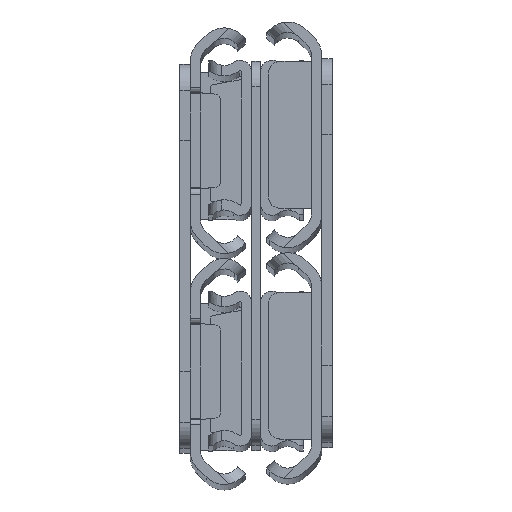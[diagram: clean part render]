
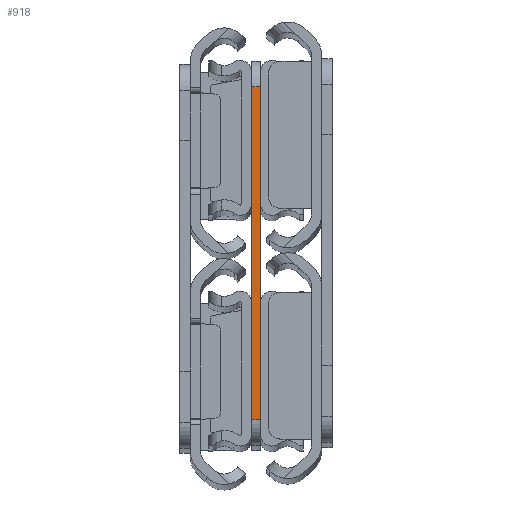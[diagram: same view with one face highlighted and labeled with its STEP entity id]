
A CAD part, top view. The second image highlights one B-rep face of the part: STEP entity #918.
In plain terms, the highlighted planar face has unit normal (0, 0, 1).
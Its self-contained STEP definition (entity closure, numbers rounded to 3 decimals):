
#837 = VERTEX_POINT ( 'NONE', #5364 ) ;
#918 = ADVANCED_FACE ( 'NONE', ( #4858 ), #4267, .T. ) ;
#1160 = VERTEX_POINT ( 'NONE', #3620 ) ;
#1681 = ORIENTED_EDGE ( 'NONE', *, *, #3002, .T. ) ;
#1778 = CARTESIAN_POINT ( 'NONE',  ( -1.4, -26., 0. ) ) ;
#1934 = EDGE_CURVE ( 'NONE', #5420, #837, #4406, .T. ) ;
#2157 = VECTOR ( 'NONE', #2485, 1000. ) ;
#2354 = EDGE_LOOP ( 'NONE', ( #1681, #3054, #7085, #7362 ) ) ;
#2485 = DIRECTION ( 'NONE',  ( 1., 0., 0. ) ) ;
#3002 = EDGE_CURVE ( 'NONE', #1160, #5420, #5892, .T. ) ;
#3054 = ORIENTED_EDGE ( 'NONE', *, *, #1934, .T. ) ;
#3586 = EDGE_CURVE ( 'NONE', #4254, #837, #4960, .T. ) ;
#3620 = CARTESIAN_POINT ( 'NONE',  ( -1.4, 26., 0. ) ) ;
#3748 = LINE ( 'NONE', #4965, #7777 ) ;
#4152 = DIRECTION ( 'NONE',  ( 0., -1., 0. ) ) ;
#4254 = VERTEX_POINT ( 'NONE', #7512 ) ;
#4267 = PLANE ( 'NONE',  #6511 ) ;
#4406 = LINE ( 'NONE', #7369, #2157 ) ;
#4485 = DIRECTION ( 'NONE',  ( 0., -1., 0. ) ) ;
#4858 = FACE_OUTER_BOUND ( 'NONE', #2354, .T. ) ;
#4960 = LINE ( 'NONE', #6144, #6751 ) ;
#4965 = CARTESIAN_POINT ( 'NONE',  ( -1.4, 26., 0. ) ) ;
#5364 = CARTESIAN_POINT ( 'NONE',  ( 0., -26., 0. ) ) ;
#5420 = VERTEX_POINT ( 'NONE', #1778 ) ;
#5463 = EDGE_CURVE ( 'NONE', #4254, #1160, #3748, .T. ) ;
#5558 = DIRECTION ( 'NONE',  ( 1., 0., 0. ) ) ;
#5596 = DIRECTION ( 'NONE',  ( 0., 0., 1. ) ) ;
#5892 = LINE ( 'NONE', #7189, #7644 ) ;
#6144 = CARTESIAN_POINT ( 'NONE',  ( 0., 0., 0. ) ) ;
#6511 = AXIS2_PLACEMENT_3D ( 'NONE', #7588, #5596, #5558 ) ;
#6751 = VECTOR ( 'NONE', #4485, 1000. ) ;
#7085 = ORIENTED_EDGE ( 'NONE', *, *, #3586, .F. ) ;
#7189 = CARTESIAN_POINT ( 'NONE',  ( -1.4, 0., 0. ) ) ;
#7362 = ORIENTED_EDGE ( 'NONE', *, *, #5463, .T. ) ;
#7369 = CARTESIAN_POINT ( 'NONE',  ( -1.4, -26., 0. ) ) ;
#7373 = DIRECTION ( 'NONE',  ( -1., 0., 0. ) ) ;
#7512 = CARTESIAN_POINT ( 'NONE',  ( 0., 26., 0. ) ) ;
#7588 = CARTESIAN_POINT ( 'NONE',  ( -1.4, 0., 0. ) ) ;
#7644 = VECTOR ( 'NONE', #4152, 1000. ) ;
#7777 = VECTOR ( 'NONE', #7373, 1000. ) ;
